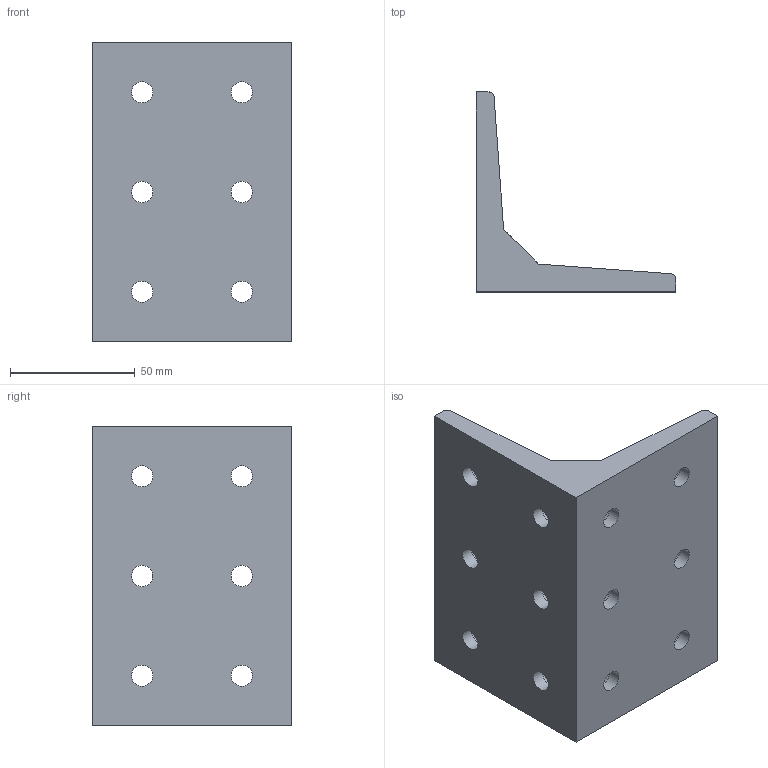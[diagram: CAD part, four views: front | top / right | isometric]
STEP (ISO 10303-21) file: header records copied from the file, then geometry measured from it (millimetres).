
FILE_DESCRIPTION(/* description */ (''),/* implementation_level */ '2;1');
FILE_NAME(/* name */ '13330_KriTec_Winkel_8_80x80x120_schwarz.stp',/* time_stamp */ '2016-09-08T14:31:40+02:00',/* author */ ('kostic'),/* organization */ (''),/* preprocessor_version */ 'ST-DEVELOPER v16.1',/* originating_system */ 'Autodesk Inventor 2016',/* authorisation */ '');
FILE_SCHEMA (('AUTOMOTIVE_DESIGN { 1 0 10303 214 3 1 1 }'));
Length unit declared in the file: millimetre
Products named in the file (1): 13330_KriTec_Winkel_8_80x80x120_schwarz
Bounding box: 80 x 80 x 120 mm (x, y, z)
Volume: 167069.1 mm3; surface area: 42748.3 mm2
Topology: 1 solids, 1 shells, 50 faces, 144 edges, 102 vertices
Faces by surface type: cylinder 26, plane 24
Full cylindrical faces by diameter (mm): 8.5 x12, 13.5 x12
Entity records: 1435 total; most frequent: DIRECTION 265, CARTESIAN_POINT 225, ORIENTED_EDGE 192, AXIS2_PLACEMENT_3D 118, EDGE_LOOP 104, EDGE_CURVE 96, VERTEX_POINT 78, FACE_BOUND 54
